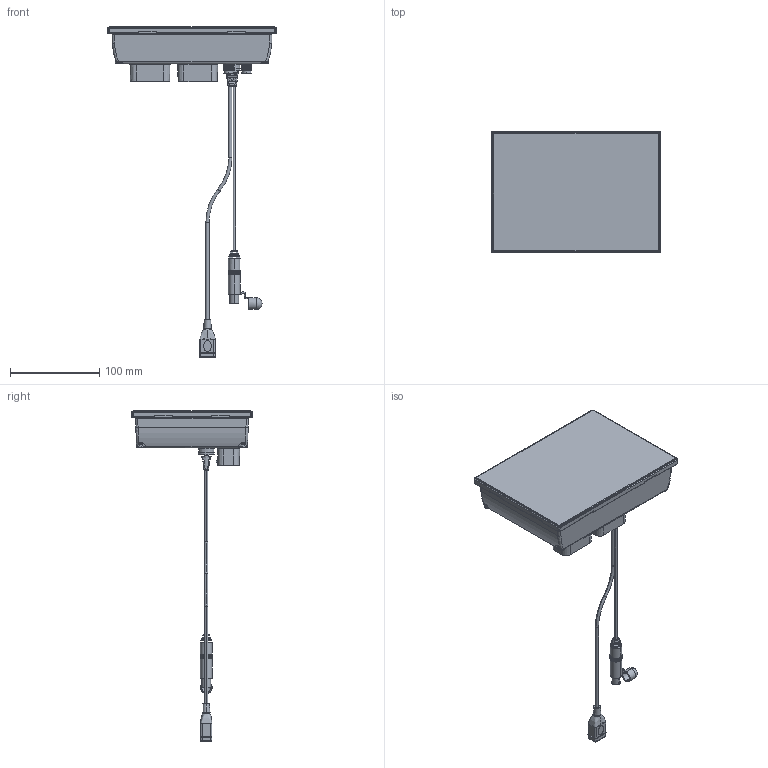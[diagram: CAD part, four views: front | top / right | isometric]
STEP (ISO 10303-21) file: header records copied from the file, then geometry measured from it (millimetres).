
FILE_DESCRIPTION (( 'STEP AP203' ), '1' );
FILE_NAME ('PV700.STEP', '2019-02-14T15:46:08', ( '' ), ( '' ), 'SwSTEP 2.0', 'SolidWorks 2016', '' );
FILE_SCHEMA (( 'CONFIG_CONTROL_DESIGN' ));
Products named in the file (1): PV700
Bounding box: 189.39 x 135.89 x 369.83 mm (x, y, z)
Surface area: 114345.1 mm2 (no closed solid volume)
Topology: 0 solids, 139 shells, 1017 faces, 5967 edges, 4934 vertices
Faces by surface type: plane 387, cylinder 269, cone 201, bspline 92, torus 66, sphere 2
Entity records: 69124 total; most frequent: CARTESIAN_POINT 26000, DIRECTION 8019, ORIENTED_EDGE 8003, EDGE_CURVE 5951, VERTEX_POINT 4932, LINE 3381, VECTOR 3381, AXIS2_PLACEMENT_3D 2319
